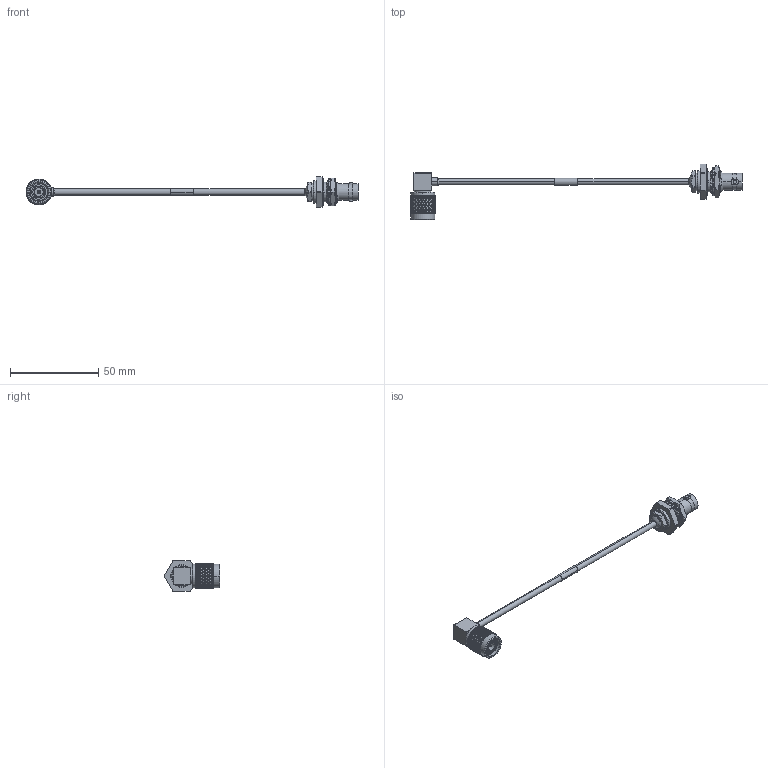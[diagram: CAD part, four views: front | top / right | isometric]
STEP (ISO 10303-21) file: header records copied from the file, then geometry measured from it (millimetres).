
FILE_DESCRIPTION (( 'STEP AP214' ), '1' );
FILE_NAME ('LCCA30462.step', '2020-05-02T09:19:34', ( '' ), ( '' ), 'SwSTEP 2.0', 'SolidWorks 2018', '' );
FILE_SCHEMA (( 'AUTOMOTIVE_DESIGN' ));
Length unit declared in the file: inch
Products named in the file (7): LCCA30462; LC141TB (141 FORMABLE); LCCN3065; solder plug left^LCCA30462; 1AW01-003_.152 ID; LCCN3061; solder plug right^LCCA30462
Assembly tree (6 placements, depth 2):
  LCCA30462
    LC141TB (141 FORMABLE)
    LCCN3061
    solder plug left^LCCA30462
    1AW01-003_.152 ID
    LCCN3065
    solder plug right^LCCA30462
Bounding box: 188.33 x 31.45 x 17.5 mm (x, y, z)
Volume: 7483.6 mm3; surface area: 7839.6 mm2
Topology: 9 solids, 9 shells, 2921 faces, 6370 edges, 3486 vertices
Faces by surface type: bspline 2075, cylinder 661, plane 115, cone 64, sphere 4, torus 2
Entity records: 120087 total; most frequent: CARTESIAN_POINT 78973, ORIENTED_EDGE 12740, EDGE_CURVE 6370, VERTEX_POINT 3486, DIRECTION 3000, EDGE_LOOP 2952, ADVANCED_FACE 2921, FACE_OUTER_BOUND 2921
